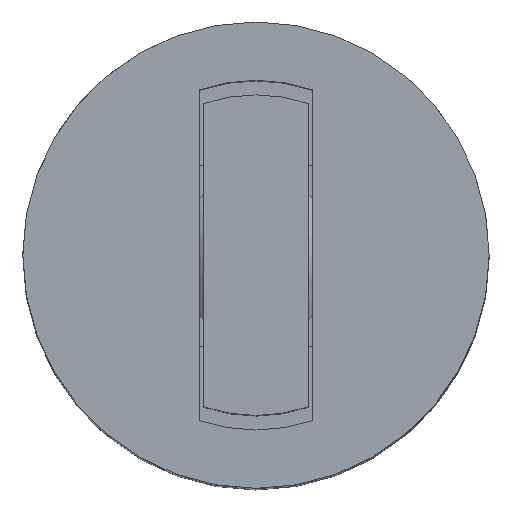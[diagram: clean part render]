
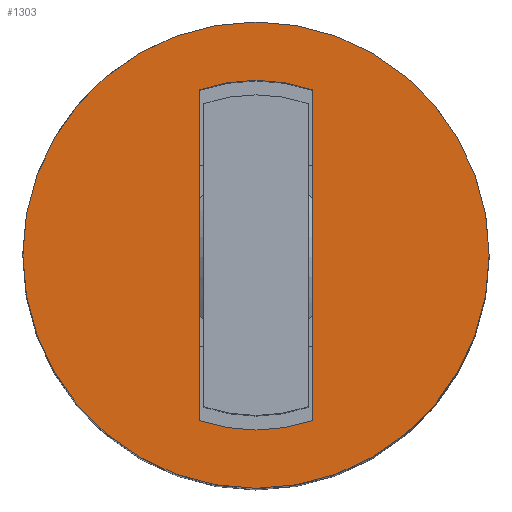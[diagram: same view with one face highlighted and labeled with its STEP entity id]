
A CAD part, top view. The second image highlights one B-rep face of the part: STEP entity #1303.
In plain terms, the highlighted planar face has unit normal (0, 0, 1).
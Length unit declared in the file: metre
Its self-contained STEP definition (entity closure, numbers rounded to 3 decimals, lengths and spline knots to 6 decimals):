
#39=CIRCLE('',#1442,0.0254);
#48=CIRCLE('',#1453,0.01905);
#51=CIRCLE('',#1460,0.01905);
#354=ORIENTED_EDGE('',*,*,#585,.F.);
#355=ORIENTED_EDGE('',*,*,#568,.T.);
#356=ORIENTED_EDGE('',*,*,#563,.F.);
#357=ORIENTED_EDGE('',*,*,#581,.T.);
#358=ORIENTED_EDGE('',*,*,#547,.T.);
#547=EDGE_CURVE('',#687,#687,#39,.T.);
#563=EDGE_CURVE('',#703,#704,#48,.T.);
#568=EDGE_CURVE('',#707,#704,#837,.T.);
#581=EDGE_CURVE('',#703,#716,#850,.T.);
#585=EDGE_CURVE('',#707,#716,#51,.T.);
#687=VERTEX_POINT('',#2116);
#703=VERTEX_POINT('',#2149);
#704=VERTEX_POINT('',#2151);
#707=VERTEX_POINT('',#2160);
#716=VERTEX_POINT('',#2182);
#837=LINE('',#2159,#971);
#850=LINE('',#2183,#984);
#971=VECTOR('',#1769,1.);
#984=VECTOR('',#1784,1.);
#1065=EDGE_LOOP('',(#354,#355,#356,#357));
#1066=EDGE_LOOP('',(#358));
#1163=FACE_BOUND('',#1065,.T.);
#1164=FACE_BOUND('',#1066,.T.);
#1235=PLANE('',#1461);
#1303=ADVANCED_FACE('',(#1163,#1164),#1235,.T.);
#1442=AXIS2_PLACEMENT_3D('',#2115,#1732,#1733);
#1453=AXIS2_PLACEMENT_3D('',#2150,#1761,#1762);
#1460=AXIS2_PLACEMENT_3D('',#2190,#1794,#1795);
#1461=AXIS2_PLACEMENT_3D('',#2191,#1796,#1797);
#1732=DIRECTION('',(0.,0.,1.));
#1733=DIRECTION('',(1.,0.,0.));
#1761=DIRECTION('',(0.,0.,1.));
#1762=DIRECTION('',(1.,0.,0.));
#1769=DIRECTION('',(0.,-1.,0.));
#1784=DIRECTION('',(0.,1.,0.));
#1794=DIRECTION('',(0.,0.,1.));
#1795=DIRECTION('',(1.,0.,0.));
#1796=DIRECTION('',(0.,0.,1.));
#1797=DIRECTION('',(1.,0.,0.));
#2115=CARTESIAN_POINT('',(0.,0.,0.10795));
#2116=CARTESIAN_POINT('',(0.0254,0.,0.10795));
#2149=CARTESIAN_POINT('',(-0.006196,-0.018014,0.10795));
#2150=CARTESIAN_POINT('',(0.,0.,0.10795));
#2151=CARTESIAN_POINT('',(0.006196,-0.018014,0.10795));
#2159=CARTESIAN_POINT('',(0.006196,0.,0.10795));
#2160=CARTESIAN_POINT('',(0.006196,0.018014,0.10795));
#2182=CARTESIAN_POINT('',(-0.006196,0.018014,0.10795));
#2183=CARTESIAN_POINT('',(-0.006196,0.,0.10795));
#2190=CARTESIAN_POINT('',(0.,0.,0.10795));
#2191=CARTESIAN_POINT('',(0.,0.,0.10795));
